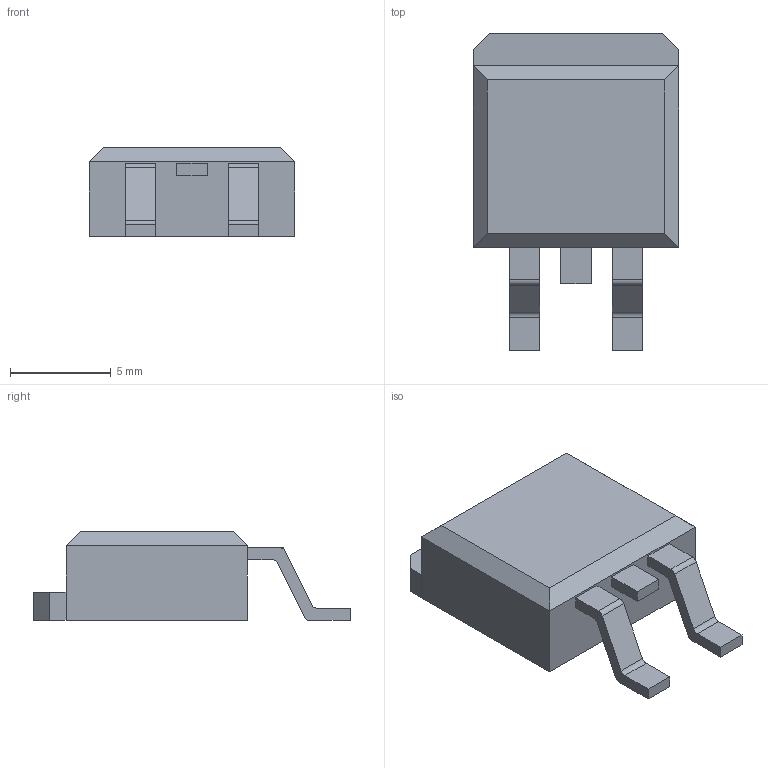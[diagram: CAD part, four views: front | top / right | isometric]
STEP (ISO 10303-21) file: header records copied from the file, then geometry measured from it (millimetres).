
FILE_DESCRIPTION(('FreeCAD Model'),'2;1');
FILE_NAME('Open CASCADE Shape Model','2023-01-04T00:06:56',(''),(''), 'Open CASCADE STEP processor 7.6','FreeCAD','Unknown');
FILE_SCHEMA(('AUTOMOTIVE_DESIGN { 1 0 10303 214 1 1 1 1 }'));
Length unit declared in the file: millimetre
Products named in the file (1): TO-263
Bounding box: 10.2 x 15.7 x 4.4 mm (x, y, z)
Volume: 431.1 mm3; surface area: 436.2 mm2
Topology: 1 solids, 1 shells, 48 faces, 127 edges, 84 vertices
Faces by surface type: plane 40, cylinder 8
Entity records: 3214 total; most frequent: CARTESIAN_POINT 587, DIRECTION 462, LINE 324, VECTOR 324, ORIENTED_EDGE 254, PCURVE 254, DEFINITIONAL_REPRESENTATION 254, EDGE_CURVE 127
